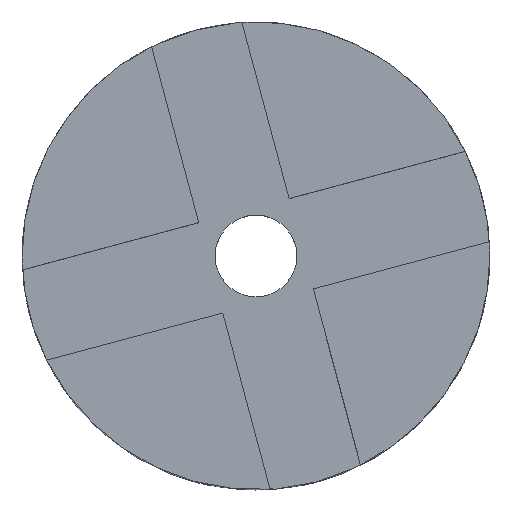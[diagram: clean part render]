
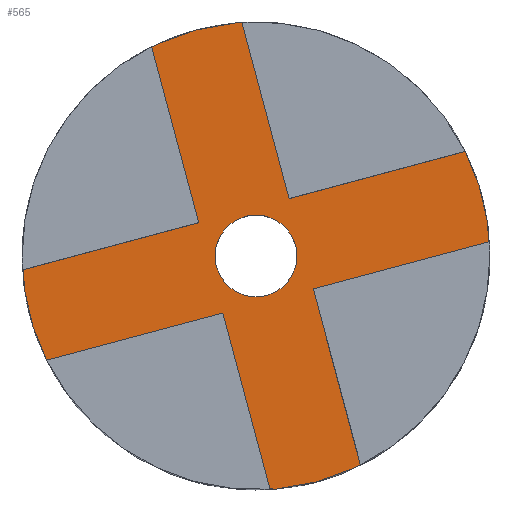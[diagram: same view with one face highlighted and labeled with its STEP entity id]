
A CAD part, top view. The second image highlights one B-rep face of the part: STEP entity #565.
In plain terms, the highlighted planar face has unit normal (0, 0, 1).
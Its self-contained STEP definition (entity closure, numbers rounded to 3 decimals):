
#359=VERTEX_POINT('',#1029);
#371=EDGE_CURVE('',#377,#443,#1041,.T.);
#373=EDGE_CURVE('',#549,#455,#1043,.T.);
#377=VERTEX_POINT('',#1047);
#391=VERTEX_POINT('',#1064);
#397=EDGE_CURVE('',#705,#989,#1070,.T.);
#421=VERTEX_POINT('',#1098);
#443=VERTEX_POINT('',#1120);
#455=VERTEX_POINT('',#1132);
#475=EDGE_CURVE('',#493,#653,#1153,.T.);
#493=VERTEX_POINT('',#1171);
#549=VERTEX_POINT('',#1234);
#565=ADVANCED_FACE('',(#1251,#1252),#1253,.F.);
#597=EDGE_CURVE('',#455,#359,#1287,.T.);
#607=VERTEX_POINT('',#1297);
#611=EDGE_CURVE('',#607,#677,#1301,.T.);
#649=EDGE_CURVE('',#653,#677,#1344,.T.);
#653=VERTEX_POINT('',#1348);
#677=VERTEX_POINT('',#1373);
#689=EDGE_CURVE('',#837,#705,#1386,.T.);
#705=VERTEX_POINT('',#1403);
#731=EDGE_CURVE('',#811,#775,#1430,.T.);
#767=EDGE_CURVE('',#549,#377,#1467,.T.);
#769=EDGE_CURVE('',#775,#811,#1469,.T.);
#775=VERTEX_POINT('',#1475);
#787=EDGE_CURVE('',#391,#359,#1487,.T.);
#811=VERTEX_POINT('',#1513);
#831=EDGE_CURVE('',#837,#607,#1537,.T.);
#833=EDGE_CURVE('',#493,#443,#1539,.T.);
#837=VERTEX_POINT('',#1543);
#951=EDGE_CURVE('',#421,#391,#1671,.T.);
#971=EDGE_CURVE('',#421,#989,#1694,.T.);
#989=VERTEX_POINT('',#1715);
#1029=CARTESIAN_POINT('',(-34.864,3.082,30.));
#1041=LINE('',#1769,#1770);
#1043=CIRCLE('',#1773,35.0);
#1047=CARTESIAN_POINT('',(-8.485,-14.697,30.));
#1064=CARTESIAN_POINT('',(-14.697,8.485,30.));
#1070=LINE('',#1810,#1811);
#1098=CARTESIAN_POINT('',(-20.101,28.652,30.));
#1120=CARTESIAN_POINT('',(-3.082,-34.864,30.));
#1132=CARTESIAN_POINT('',(-35.0,0.,30.));
#1153=LINE('',#1925,#1926);
#1171=CARTESIAN_POINT('',(20.101,-28.652,30.));
#1234=CARTESIAN_POINT('',(-28.652,-20.101,30.));
#1251=FACE_BOUND('',#2063,.T.);
#1252=FACE_OUTER_BOUND('',#2064,.T.);
#1253=PLANE('',#2065);
#1287=CIRCLE('',#2117,35.0);
#1297=CARTESIAN_POINT('',(35.0,0.,30.));
#1301=CIRCLE('',#2132,35.0);
#1344=LINE('',#2190,#2191);
#1348=CARTESIAN_POINT('',(14.697,-8.485,30.));
#1373=CARTESIAN_POINT('',(34.864,-3.082,30.));
#1386=LINE('',#2251,#2252);
#1403=CARTESIAN_POINT('',(8.485,14.697,30.));
#1430=CIRCLE('',#2316,6.125);
#1467=LINE('',#2371,#2372);
#1469=CIRCLE('',#2375,6.125);
#1475=CARTESIAN_POINT('',(-6.125,0.,30.));
#1487=LINE('',#2401,#2402);
#1513=CARTESIAN_POINT('',(6.125,0.,30.));
#1537=CIRCLE('',#2470,35.0);
#1539=CIRCLE('',#2473,35.0);
#1543=CARTESIAN_POINT('',(28.652,20.101,30.));
#1671=LINE('',#2652,#2653);
#1694=CIRCLE('',#2680,35.0);
#1715=CARTESIAN_POINT('',(3.082,34.864,30.));
#1769=CARTESIAN_POINT('',(-11.591,-3.106,30.));
#1770=VECTOR('',#2737,1.);
#1773=AXIS2_PLACEMENT_3D('',#2738,#2739,#2740);
#1810=CARTESIAN_POINT('',(11.591,3.106,30.));
#1811=VECTOR('',#2804,1.);
#1925=CARTESIAN_POINT('',(11.591,3.106,30.));
#1926=VECTOR('',#2869,1.);
#2063=EDGE_LOOP('',(#2969,#2970));
#2064=EDGE_LOOP('',(#2971,#2972,#2973,#2974,#2975,#2976,#2977,#2978,#2979,#2980,#2981,#2982,#2983,#2984));
#2065=AXIS2_PLACEMENT_3D('',#2985,#2986,#2987);
#2117=AXIS2_PLACEMENT_3D('',#3022,#3023,#3024);
#2132=AXIS2_PLACEMENT_3D('',#3025,#3026,#3027);
#2190=CARTESIAN_POINT('',(3.106,-11.591,30.));
#2191=VECTOR('',#3079,1.);
#2251=CARTESIAN_POINT('',(-3.106,11.591,30.));
#2252=VECTOR('',#3106,1.);
#2316=AXIS2_PLACEMENT_3D('',#3147,#3148,#3149);
#2371=CARTESIAN_POINT('',(3.106,-11.591,30.));
#2372=VECTOR('',#3174,1.);
#2375=AXIS2_PLACEMENT_3D('',#3175,#3176,#3177);
#2401=CARTESIAN_POINT('',(-3.106,11.591,30.));
#2402=VECTOR('',#3184,1.);
#2470=AXIS2_PLACEMENT_3D('',#3244,#3245,#3246);
#2473=AXIS2_PLACEMENT_3D('',#3247,#3248,#3249);
#2652=CARTESIAN_POINT('',(-11.591,-3.106,30.));
#2653=VECTOR('',#3444,1.);
#2680=AXIS2_PLACEMENT_3D('',#3472,#3473,#3474);
#2737=DIRECTION('',(0.259,-0.966,0.));
#2738=CARTESIAN_POINT('',(0.0,0.0,30.));
#2739=DIRECTION('',(0.,0.,-1.0));
#2740=DIRECTION('',(1.0,0.,0.));
#2804=DIRECTION('',(-0.259,0.966,0.));
#2869=DIRECTION('',(-0.259,0.966,0.));
#2969=ORIENTED_EDGE('',*,*,#769,.T.);
#2970=ORIENTED_EDGE('',*,*,#731,.T.);
#2971=ORIENTED_EDGE('',*,*,#831,.F.);
#2972=ORIENTED_EDGE('',*,*,#689,.T.);
#2973=ORIENTED_EDGE('',*,*,#397,.T.);
#2974=ORIENTED_EDGE('',*,*,#971,.F.);
#2975=ORIENTED_EDGE('',*,*,#951,.T.);
#2976=ORIENTED_EDGE('',*,*,#787,.T.);
#2977=ORIENTED_EDGE('',*,*,#597,.F.);
#2978=ORIENTED_EDGE('',*,*,#373,.F.);
#2979=ORIENTED_EDGE('',*,*,#767,.T.);
#2980=ORIENTED_EDGE('',*,*,#371,.T.);
#2981=ORIENTED_EDGE('',*,*,#833,.F.);
#2982=ORIENTED_EDGE('',*,*,#475,.T.);
#2983=ORIENTED_EDGE('',*,*,#649,.T.);
#2984=ORIENTED_EDGE('',*,*,#611,.F.);
#2985=CARTESIAN_POINT('',(-3.106,11.591,30.));
#2986=DIRECTION('',(0.,0.,-1.0));
#2987=DIRECTION('',(-0.966,-0.259,0.));
#3022=CARTESIAN_POINT('',(0.0,0.0,30.));
#3023=DIRECTION('',(0.,0.,-1.0));
#3024=DIRECTION('',(1.0,0.,0.));
#3025=CARTESIAN_POINT('',(0.0,0.0,30.));
#3026=DIRECTION('',(0.,0.,-1.0));
#3027=DIRECTION('',(1.0,0.,0.));
#3079=DIRECTION('',(0.966,0.259,0.));
#3106=DIRECTION('',(-0.966,-0.259,0.));
#3147=CARTESIAN_POINT('',(0.0,0.0,30.));
#3148=DIRECTION('',(0.,0.,-1.0));
#3149=DIRECTION('',(1.0,0.,0.));
#3174=DIRECTION('',(0.966,0.259,0.));
#3175=CARTESIAN_POINT('',(0.0,0.0,30.));
#3176=DIRECTION('',(0.,0.,-1.0));
#3177=DIRECTION('',(1.0,0.,0.));
#3184=DIRECTION('',(-0.966,-0.259,0.));
#3244=CARTESIAN_POINT('',(0.0,0.0,30.));
#3245=DIRECTION('',(0.,0.,-1.0));
#3246=DIRECTION('',(1.0,0.,0.));
#3247=CARTESIAN_POINT('',(0.0,0.0,30.));
#3248=DIRECTION('',(0.,0.,-1.0));
#3249=DIRECTION('',(1.0,0.,0.));
#3444=DIRECTION('',(0.259,-0.966,0.));
#3472=CARTESIAN_POINT('',(0.0,0.0,30.));
#3473=DIRECTION('',(0.,0.,-1.0));
#3474=DIRECTION('',(1.0,0.,0.));
